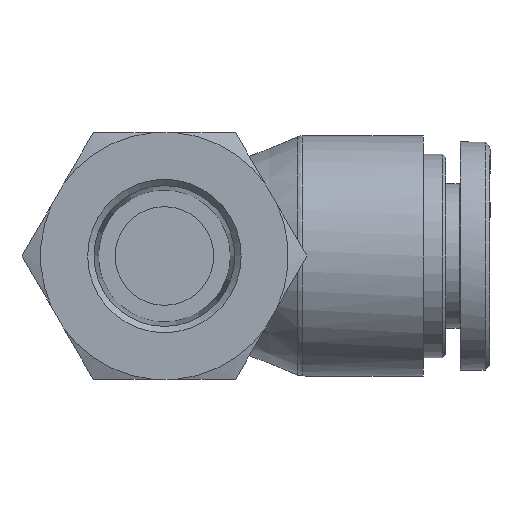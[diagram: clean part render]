
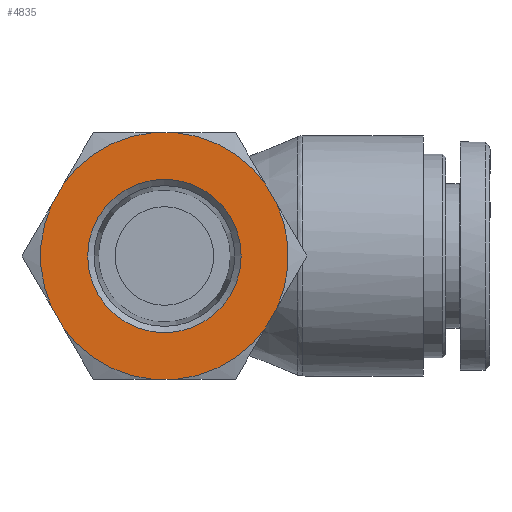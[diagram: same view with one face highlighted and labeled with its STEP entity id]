
A CAD part, front view. The second image highlights one B-rep face of the part: STEP entity #4835.
In plain terms, the highlighted face is planar.
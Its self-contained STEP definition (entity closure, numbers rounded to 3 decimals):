
#4691=CARTESIAN_POINT('',(-28.3,6.222,0.));
#4692=VERTEX_POINT('',#4691);
#4693=CARTESIAN_POINT('',(-28.3,0.,0.0));
#4694=DIRECTION('',(-1.0,0.0,0.0));
#4695=DIRECTION('',(0.0,-1.0,0.0));
#4696=AXIS2_PLACEMENT_3D('',#4693,#4694,#4695);
#4697=CIRCLE('',#4696,6.222);
#4698=EDGE_CURVE('',#4692,#4692,#4697,.T.);
#4723=CARTESIAN_POINT('',(-28.3,5.,0.0));
#4724=DIRECTION('',(-1.0,0.0,0.0));
#4725=DIRECTION('',(0.0,0.0,1.0));
#4726=AXIS2_PLACEMENT_3D('',#4723,#4724,#4725);
#4727=PLANE('',#4726);
#4728=CARTESIAN_POINT('',(-28.3,9.146,4.159));
#4729=VERTEX_POINT('',#4728);
#4730=CARTESIAN_POINT('',(-28.3,9.146,-4.159));
#4731=VERTEX_POINT('',#4730);
#4732=CARTESIAN_POINT('',(-28.3,0.,0.0));
#4733=DIRECTION('',(-1.0,0.0,0.0));
#4734=DIRECTION('',(0.0,1.0,0.0));
#4735=AXIS2_PLACEMENT_3D('',#4732,#4733,#4734);
#4736=CIRCLE('',#4735,10.047);
#4737=EDGE_CURVE('',#4729,#4731,#4736,.T.);
#4738=ORIENTED_EDGE('',*,*,#4737,.T.);
#4739=CARTESIAN_POINT('',(-28.3,8.175,-5.841));
#4740=VERTEX_POINT('',#4739);
#4741=CARTESIAN_POINT('',(-28.3,8.175,-5.841));
#4742=DIRECTION('',(0.0,0.5,0.866));
#4743=VECTOR('',#4742,1.941);
#4744=LINE('',#4741,#4743);
#4745=EDGE_CURVE('',#4740,#4731,#4744,.T.);
#4746=ORIENTED_EDGE('',*,*,#4745,.F.);
#4747=CARTESIAN_POINT('',(-28.3,0.971,-10.));
#4748=VERTEX_POINT('',#4747);
#4749=CARTESIAN_POINT('',(-28.3,0.,0.0));
#4750=DIRECTION('',(-1.0,0.0,0.0));
#4751=DIRECTION('',(0.0,1.0,0.0));
#4752=AXIS2_PLACEMENT_3D('',#4749,#4750,#4751);
#4753=CIRCLE('',#4752,10.047);
#4754=EDGE_CURVE('',#4740,#4748,#4753,.T.);
#4755=ORIENTED_EDGE('',*,*,#4754,.T.);
#4756=CARTESIAN_POINT('',(-28.3,-0.971,-10.));
#4757=VERTEX_POINT('',#4756);
#4758=CARTESIAN_POINT('',(-28.3,-0.971,-10.));
#4759=DIRECTION('',(0.0,1.0,0.0));
#4760=VECTOR('',#4759,1.941);
#4761=LINE('',#4758,#4760);
#4762=EDGE_CURVE('',#4757,#4748,#4761,.T.);
#4763=ORIENTED_EDGE('',*,*,#4762,.F.);
#4764=CARTESIAN_POINT('',(-28.3,-8.175,-5.841));
#4765=VERTEX_POINT('',#4764);
#4766=CARTESIAN_POINT('',(-28.3,0.,0.0));
#4767=DIRECTION('',(-1.0,0.0,0.0));
#4768=DIRECTION('',(0.0,1.0,0.0));
#4769=AXIS2_PLACEMENT_3D('',#4766,#4767,#4768);
#4770=CIRCLE('',#4769,10.047);
#4771=EDGE_CURVE('',#4757,#4765,#4770,.T.);
#4772=ORIENTED_EDGE('',*,*,#4771,.T.);
#4773=CARTESIAN_POINT('',(-28.3,-9.146,-4.159));
#4774=VERTEX_POINT('',#4773);
#4775=CARTESIAN_POINT('',(-28.3,-9.146,-4.159));
#4776=DIRECTION('',(0.0,0.5,-0.866));
#4777=VECTOR('',#4776,1.941);
#4778=LINE('',#4775,#4777);
#4779=EDGE_CURVE('',#4774,#4765,#4778,.T.);
#4780=ORIENTED_EDGE('',*,*,#4779,.F.);
#4781=CARTESIAN_POINT('',(-28.3,-9.146,4.159));
#4782=VERTEX_POINT('',#4781);
#4783=CARTESIAN_POINT('',(-28.3,0.,0.0));
#4784=DIRECTION('',(-1.0,0.0,0.0));
#4785=DIRECTION('',(0.0,1.0,0.0));
#4786=AXIS2_PLACEMENT_3D('',#4783,#4784,#4785);
#4787=CIRCLE('',#4786,10.047);
#4788=EDGE_CURVE('',#4774,#4782,#4787,.T.);
#4789=ORIENTED_EDGE('',*,*,#4788,.T.);
#4790=CARTESIAN_POINT('',(-28.3,-8.175,5.841));
#4791=VERTEX_POINT('',#4790);
#4792=CARTESIAN_POINT('',(-28.3,-8.175,5.841));
#4793=DIRECTION('',(0.0,-0.5,-0.866));
#4794=VECTOR('',#4793,1.941);
#4795=LINE('',#4792,#4794);
#4796=EDGE_CURVE('',#4791,#4782,#4795,.T.);
#4797=ORIENTED_EDGE('',*,*,#4796,.F.);
#4798=CARTESIAN_POINT('',(-28.3,-0.971,10.));
#4799=VERTEX_POINT('',#4798);
#4800=CARTESIAN_POINT('',(-28.3,0.,0.0));
#4801=DIRECTION('',(-1.0,0.0,0.0));
#4802=DIRECTION('',(0.0,1.0,0.0));
#4803=AXIS2_PLACEMENT_3D('',#4800,#4801,#4802);
#4804=CIRCLE('',#4803,10.047);
#4805=EDGE_CURVE('',#4791,#4799,#4804,.T.);
#4806=ORIENTED_EDGE('',*,*,#4805,.T.);
#4807=CARTESIAN_POINT('',(-28.3,0.971,10.0));
#4808=VERTEX_POINT('',#4807);
#4809=CARTESIAN_POINT('',(-28.3,0.971,10.));
#4810=DIRECTION('',(0.0,-1.0,0.0));
#4811=VECTOR('',#4810,1.941);
#4812=LINE('',#4809,#4811);
#4813=EDGE_CURVE('',#4808,#4799,#4812,.T.);
#4814=ORIENTED_EDGE('',*,*,#4813,.F.);
#4815=CARTESIAN_POINT('',(-28.3,8.175,5.841));
#4816=VERTEX_POINT('',#4815);
#4817=CARTESIAN_POINT('',(-28.3,0.,0.0));
#4818=DIRECTION('',(-1.0,0.0,0.0));
#4819=DIRECTION('',(0.0,1.0,0.0));
#4820=AXIS2_PLACEMENT_3D('',#4817,#4818,#4819);
#4821=CIRCLE('',#4820,10.047);
#4822=EDGE_CURVE('',#4808,#4816,#4821,.T.);
#4823=ORIENTED_EDGE('',*,*,#4822,.T.);
#4824=CARTESIAN_POINT('',(-28.3,9.146,4.159));
#4825=DIRECTION('',(0.0,-0.5,0.866));
#4826=VECTOR('',#4825,1.941);
#4827=LINE('',#4824,#4826);
#4828=EDGE_CURVE('',#4729,#4816,#4827,.T.);
#4829=ORIENTED_EDGE('',*,*,#4828,.F.);
#4830=EDGE_LOOP('',(#4738,#4746,#4755,#4763,#4772,#4780,#4789,#4797,#4806,#4814,#4823,#4829));
#4831=FACE_OUTER_BOUND('',#4830,.T.);
#4832=ORIENTED_EDGE('',*,*,#4698,.F.);
#4833=EDGE_LOOP('',(#4832));
#4834=FACE_BOUND('',#4833,.T.);
#4835=ADVANCED_FACE('',(#4831,#4834),#4727,.T.);
